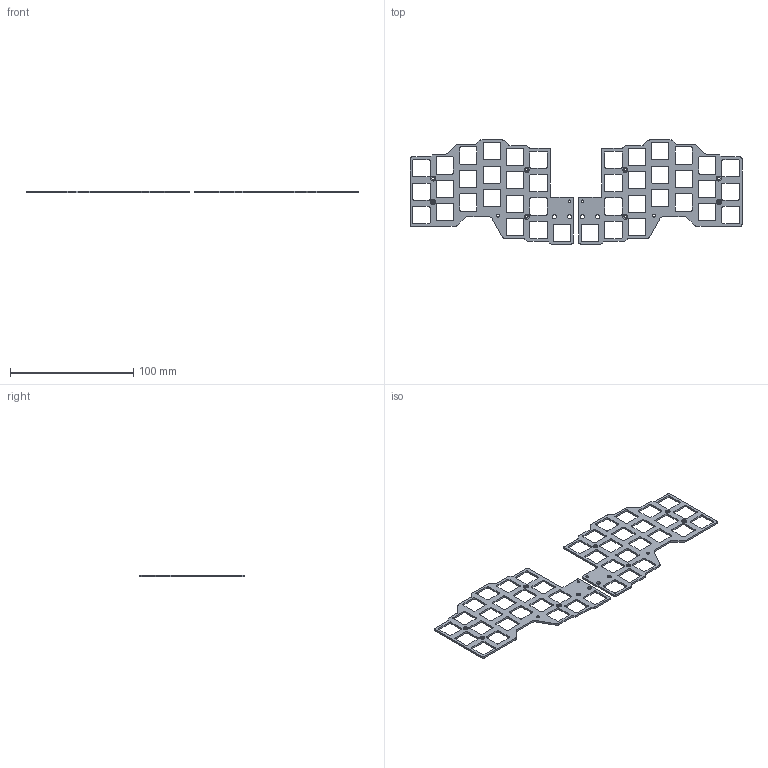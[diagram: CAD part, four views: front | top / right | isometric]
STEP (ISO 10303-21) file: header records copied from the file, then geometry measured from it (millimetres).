
FILE_DESCRIPTION(/* description */ (''),/* implementation_level */ '2;1');
FILE_NAME(/* name */ 'mriya-cnc-top-plate-v.1.01.step',/* time_stamp */ '2026-02-08T16:32:57+03:00',/* author */ (''),/* organization */ (''),/* preprocessor_version */ 'ST-DEVELOPER v20.1',/* originating_system */ 'Autodesk Translation Framework v14.17.0.0',/* authorisation */ '');
FILE_SCHEMA (('AUTOMOTIVE_DESIGN { 1 0 10303 214 3 1 1 }'));
Length unit declared in the file: millimetre
Products named in the file (1): (Unsaved)
Bounding box: 269.3 x 84.4 x 1.5 mm (x, y, z)
Volume: 12177.4 mm3; surface area: 21235.2 mm2
Topology: 2 solids, 2 shells, 468 faces, 1368 edges, 912 vertices
Faces by surface type: cylinder 240, plane 228
Full cylindrical faces by diameter (mm): 2 x10, 2.6 x2, 3.4 x4, 4 x8
Entity records: 15923 total; most frequent: DIRECTION 2786, CARTESIAN_POINT 2749, ORIENTED_EDGE 2736, EDGE_CURVE 1368, AXIS2_PLACEMENT_3D 949, VERTEX_POINT 912, LINE 888, VECTOR 888
